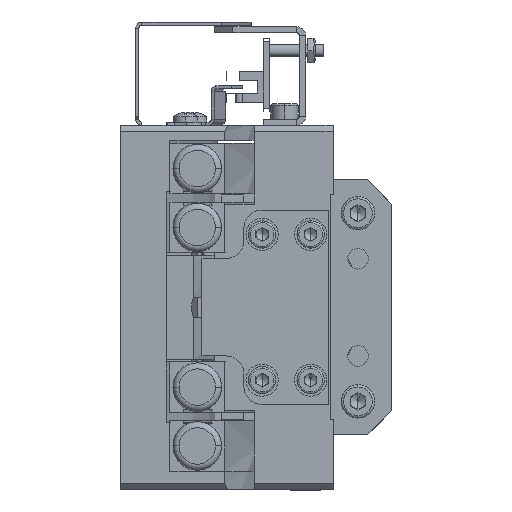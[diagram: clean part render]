
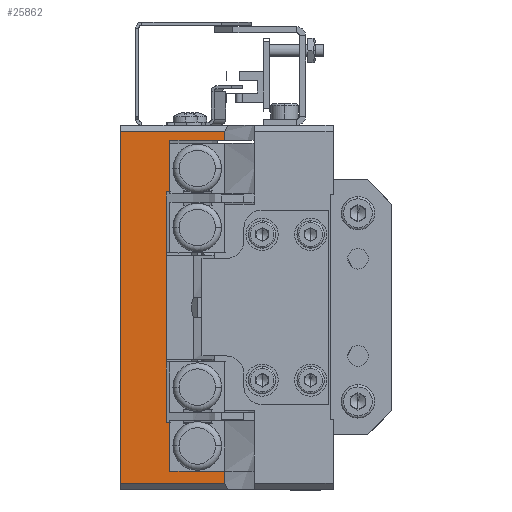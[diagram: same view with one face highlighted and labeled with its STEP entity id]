
A CAD part, left-side view. The second image highlights one B-rep face of the part: STEP entity #25862.
In plain terms, the highlighted planar face has unit normal (-1, 0, 0).
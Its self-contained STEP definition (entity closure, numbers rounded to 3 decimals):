
#611 = VERTEX_POINT ( 'NONE', #39659 ) ;
#724 = VERTEX_POINT ( 'NONE', #49423 ) ;
#727 = CARTESIAN_POINT ( 'NONE',  ( -30., 35., -29. ) ) ;
#1118 = PLANE ( 'NONE',  #27297 ) ;
#1339 = CARTESIAN_POINT ( 'NONE',  ( -30., 17.863, 27.5 ) ) ;
#1417 = ORIENTED_EDGE ( 'NONE', *, *, #20448, .T. ) ;
#1500 = DIRECTION ( 'NONE',  ( 0., 0., -1. ) ) ;
#1910 = DIRECTION ( 'NONE',  ( 0., 1., 0. ) ) ;
#2141 = ORIENTED_EDGE ( 'NONE', *, *, #7825, .F. ) ;
#2435 = CARTESIAN_POINT ( 'NONE',  ( -30., 27.462, -5. ) ) ;
#2499 = LINE ( 'NONE', #1339, #47478 ) ;
#2853 = DIRECTION ( 'NONE',  ( 0., 0., 1. ) ) ;
#3031 = CARTESIAN_POINT ( 'NONE',  ( -30., 26.887, 27.5 ) ) ;
#4512 = EDGE_CURVE ( 'NONE', #50920, #37319, #30674, .T. ) ;
#5364 = CARTESIAN_POINT ( 'NONE',  ( -30., 26.887, -19. ) ) ;
#6173 = VERTEX_POINT ( 'NONE', #14619 ) ;
#6290 = CARTESIAN_POINT ( 'NONE',  ( -30., 35., 30. ) ) ;
#7052 = CARTESIAN_POINT ( 'NONE',  ( -30., 27.462, 5. ) ) ;
#7717 = CARTESIAN_POINT ( 'NONE',  ( -30., 17.863, 27.5 ) ) ;
#7825 = EDGE_CURVE ( 'NONE', #50920, #34616, #2499, .T. ) ;
#7852 = ORIENTED_EDGE ( 'NONE', *, *, #48276, .T. ) ;
#8173 = CARTESIAN_POINT ( 'NONE',  ( -30., 27.462, -19. ) ) ;
#8269 = CARTESIAN_POINT ( 'NONE',  ( -30., 9., -29. ) ) ;
#8453 = VERTEX_POINT ( 'NONE', #14154 ) ;
#8878 = CARTESIAN_POINT ( 'NONE',  ( -30., 35., 29. ) ) ;
#9434 = VECTOR ( 'NONE', #37158, 1000. ) ;
#9528 = EDGE_CURVE ( 'NONE', #44346, #12302, #25067, .T. ) ;
#9657 = DIRECTION ( 'NONE',  ( 0., 1., 0. ) ) ;
#9794 = CARTESIAN_POINT ( 'NONE',  ( -30., 9., 30. ) ) ;
#9870 = ORIENTED_EDGE ( 'NONE', *, *, #38777, .T. ) ;
#10267 = VERTEX_POINT ( 'NONE', #8173 ) ;
#10439 = DIRECTION ( 'NONE',  ( 0., 1., 0. ) ) ;
#11047 = CARTESIAN_POINT ( 'NONE',  ( -30., 9., -27. ) ) ;
#11059 = ORIENTED_EDGE ( 'NONE', *, *, #46288, .T. ) ;
#12071 = LINE ( 'NONE', #15859, #9434 ) ;
#12302 = VERTEX_POINT ( 'NONE', #8878 ) ;
#13131 = VECTOR ( 'NONE', #32391, 1000. ) ;
#13703 = CARTESIAN_POINT ( 'NONE',  ( -30., 26.887, 19. ) ) ;
#14045 = DIRECTION ( 'NONE',  ( -1., 0., 0. ) ) ;
#14154 = CARTESIAN_POINT ( 'NONE',  ( -30., 17.863, -29. ) ) ;
#14619 = CARTESIAN_POINT ( 'NONE',  ( -30., 27.5, 9. ) ) ;
#14632 = LINE ( 'NONE', #35892, #47038 ) ;
#14634 = FACE_OUTER_BOUND ( 'NONE', #32390, .T. ) ;
#14873 = EDGE_CURVE ( 'NONE', #611, #6173, #53955, .T. ) ;
#14942 = CARTESIAN_POINT ( 'NONE',  ( -30., 26.887, 19. ) ) ;
#15859 = CARTESIAN_POINT ( 'NONE',  ( -30., 9., -19. ) ) ;
#19456 = ORIENTED_EDGE ( 'NONE', *, *, #4512, .T. ) ;
#19780 = DIRECTION ( 'NONE',  ( 0., -1., 0. ) ) ;
#20448 = EDGE_CURVE ( 'NONE', #40891, #724, #51695, .T. ) ;
#20456 = DIRECTION ( 'NONE',  ( 0., -1., 0. ) ) ;
#20781 = LINE ( 'NONE', #45130, #25427 ) ;
#21331 = LINE ( 'NONE', #2435, #38602 ) ;
#22592 = LINE ( 'NONE', #39945, #32535 ) ;
#23108 = VECTOR ( 'NONE', #52906, 1000. ) ;
#23432 = EDGE_CURVE ( 'NONE', #38690, #53379, #22592, .T. ) ;
#23993 = DIRECTION ( 'NONE',  ( 0., 1., 0. ) ) ;
#24652 = EDGE_CURVE ( 'NONE', #31855, #10267, #21331, .T. ) ;
#24800 = LINE ( 'NONE', #27637, #41366 ) ;
#25067 = LINE ( 'NONE', #6290, #23108 ) ;
#25427 = VECTOR ( 'NONE', #19780, 1000. ) ;
#25862 = ADVANCED_FACE ( 'NONE', ( #14634 ), #1118, .T. ) ;
#27297 = AXIS2_PLACEMENT_3D ( 'NONE', #9794, #14045, #34423 ) ;
#27458 = VECTOR ( 'NONE', #42407, 1000. ) ;
#27637 = CARTESIAN_POINT ( 'NONE',  ( -30., 17.863, 30. ) ) ;
#28543 = EDGE_CURVE ( 'NONE', #6173, #52028, #20781, .T. ) ;
#29135 = EDGE_CURVE ( 'NONE', #31855, #611, #48571, .T. ) ;
#29185 = VECTOR ( 'NONE', #23993, 1000. ) ;
#29511 = CARTESIAN_POINT ( 'NONE',  ( -30., 27.462, -9. ) ) ;
#29649 = CARTESIAN_POINT ( 'NONE',  ( -30., 27.462, 19. ) ) ;
#30110 = EDGE_CURVE ( 'NONE', #38690, #34616, #49520, .T. ) ;
#30674 = LINE ( 'NONE', #36054, #37324 ) ;
#31257 = DIRECTION ( 'NONE',  ( 0., 1., 0. ) ) ;
#31640 = ORIENTED_EDGE ( 'NONE', *, *, #30110, .T. ) ;
#31855 = VERTEX_POINT ( 'NONE', #29511 ) ;
#31892 = CARTESIAN_POINT ( 'NONE',  ( -30., 17.863, 29. ) ) ;
#32013 = DIRECTION ( 'NONE',  ( 0., 0., -1. ) ) ;
#32390 = EDGE_LOOP ( 'NONE', ( #48765, #7852, #11059, #1417, #35750, #9870, #34501, #50497, #54120, #39407, #42966, #44525, #31640, #2141, #19456, #45897 ) ) ;
#32391 = DIRECTION ( 'NONE',  ( 0., 0., 1. ) ) ;
#32523 = CARTESIAN_POINT ( 'NONE',  ( -30., 17.863, -27. ) ) ;
#32535 = VECTOR ( 'NONE', #31257, 1000. ) ;
#33363 = VECTOR ( 'NONE', #10439, 1000. ) ;
#34423 = DIRECTION ( 'NONE',  ( 0., 0., 1. ) ) ;
#34501 = ORIENTED_EDGE ( 'NONE', *, *, #24652, .F. ) ;
#34616 = VERTEX_POINT ( 'NONE', #3031 ) ;
#35346 = DIRECTION ( 'NONE',  ( 0., 0., 1. ) ) ;
#35750 = ORIENTED_EDGE ( 'NONE', *, *, #39912, .F. ) ;
#35892 = CARTESIAN_POINT ( 'NONE',  ( -30., 26.887, -19. ) ) ;
#36054 = CARTESIAN_POINT ( 'NONE',  ( -30., 17.863, 30. ) ) ;
#37158 = DIRECTION ( 'NONE',  ( 0., 1., 0. ) ) ;
#37319 = VERTEX_POINT ( 'NONE', #31892 ) ;
#37324 = VECTOR ( 'NONE', #35346, 1000. ) ;
#38308 = VECTOR ( 'NONE', #43462, 1000. ) ;
#38602 = VECTOR ( 'NONE', #32013, 1000. ) ;
#38690 = VERTEX_POINT ( 'NONE', #14942 ) ;
#38777 = EDGE_CURVE ( 'NONE', #41794, #10267, #12071, .T. ) ;
#39099 = CARTESIAN_POINT ( 'NONE',  ( -30., 27.462, 9. ) ) ;
#39407 = ORIENTED_EDGE ( 'NONE', *, *, #28543, .T. ) ;
#39659 = CARTESIAN_POINT ( 'NONE',  ( -30., 27.5, -9. ) ) ;
#39912 = EDGE_CURVE ( 'NONE', #41794, #724, #14632, .T. ) ;
#39945 = CARTESIAN_POINT ( 'NONE',  ( -30., 9., 19. ) ) ;
#40891 = VERTEX_POINT ( 'NONE', #32523 ) ;
#41366 = VECTOR ( 'NONE', #2853, 1000. ) ;
#41487 = VECTOR ( 'NONE', #20456, 1000. ) ;
#41794 = VERTEX_POINT ( 'NONE', #5364 ) ;
#42227 = CARTESIAN_POINT ( 'NONE',  ( -30., 27.5, 9. ) ) ;
#42407 = DIRECTION ( 'NONE',  ( 0., 0., 1. ) ) ;
#42966 = ORIENTED_EDGE ( 'NONE', *, *, #44077, .T. ) ;
#43212 = LINE ( 'NONE', #52615, #50487 ) ;
#43462 = DIRECTION ( 'NONE',  ( 0., 0., 1. ) ) ;
#44077 = EDGE_CURVE ( 'NONE', #52028, #53379, #51520, .T. ) ;
#44346 = VERTEX_POINT ( 'NONE', #727 ) ;
#44525 = ORIENTED_EDGE ( 'NONE', *, *, #23432, .F. ) ;
#45130 = CARTESIAN_POINT ( 'NONE',  ( -30., 27.5, 9. ) ) ;
#45897 = ORIENTED_EDGE ( 'NONE', *, *, #54519, .T. ) ;
#46288 = EDGE_CURVE ( 'NONE', #8453, #40891, #24800, .T. ) ;
#47038 = VECTOR ( 'NONE', #1500, 1000. ) ;
#47478 = VECTOR ( 'NONE', #9657, 1000. ) ;
#48276 = EDGE_CURVE ( 'NONE', #44346, #8453, #52764, .T. ) ;
#48571 = LINE ( 'NONE', #52823, #33363 ) ;
#48765 = ORIENTED_EDGE ( 'NONE', *, *, #9528, .F. ) ;
#49423 = CARTESIAN_POINT ( 'NONE',  ( -30., 26.887, -27. ) ) ;
#49520 = LINE ( 'NONE', #13703, #38308 ) ;
#50487 = VECTOR ( 'NONE', #1910, 1000. ) ;
#50497 = ORIENTED_EDGE ( 'NONE', *, *, #29135, .T. ) ;
#50920 = VERTEX_POINT ( 'NONE', #7717 ) ;
#51520 = LINE ( 'NONE', #7052, #13131 ) ;
#51695 = LINE ( 'NONE', #11047, #29185 ) ;
#52028 = VERTEX_POINT ( 'NONE', #39099 ) ;
#52615 = CARTESIAN_POINT ( 'NONE',  ( -30., 9., 29. ) ) ;
#52764 = LINE ( 'NONE', #8269, #41487 ) ;
#52823 = CARTESIAN_POINT ( 'NONE',  ( -30., 27.5, -9. ) ) ;
#52906 = DIRECTION ( 'NONE',  ( 0., 0., 1. ) ) ;
#53379 = VERTEX_POINT ( 'NONE', #29649 ) ;
#53955 = LINE ( 'NONE', #42227, #27458 ) ;
#54120 = ORIENTED_EDGE ( 'NONE', *, *, #14873, .T. ) ;
#54519 = EDGE_CURVE ( 'NONE', #37319, #12302, #43212, .T. ) ;
